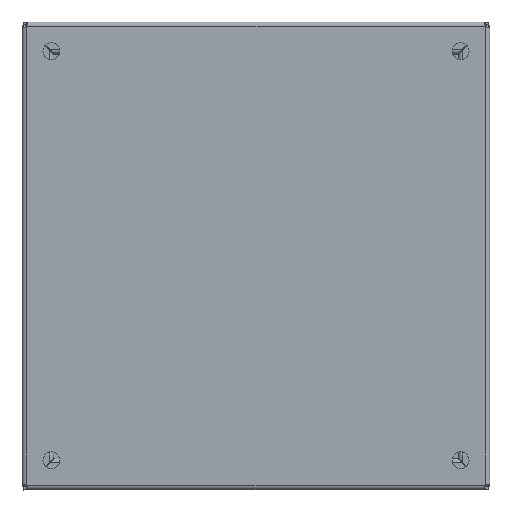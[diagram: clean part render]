
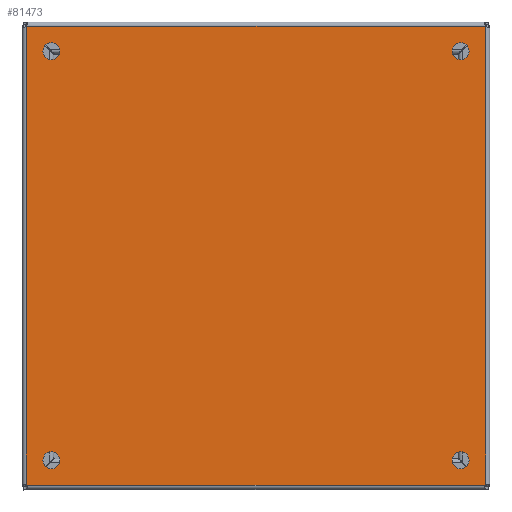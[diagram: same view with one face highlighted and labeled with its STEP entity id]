
A CAD part, top view. The second image highlights one B-rep face of the part: STEP entity #81473.
In plain terms, the highlighted planar face has unit normal (0, 0, 1).
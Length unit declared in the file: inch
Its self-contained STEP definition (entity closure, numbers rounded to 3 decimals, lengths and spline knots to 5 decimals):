
#866 = ORIENTED_EDGE ( 'NONE', *, *, #74569, .T. ) ;
#1007 = CARTESIAN_POINT ( 'NONE',  ( -0.01975, -0.00777, 6.9175 ) ) ;
#1052 = LINE ( 'NONE', #71407, #65423 ) ;
#1099 = DIRECTION ( 'NONE',  ( -1., 0., 0. ) ) ;
#1548 = ORIENTED_EDGE ( 'NONE', *, *, #44239, .T. ) ;
#1782 = EDGE_LOOP ( 'NONE', ( #51596, #76834, #866, #56325, #78705, #44584, #10684, #14383 ) ) ;
#2647 = EDGE_CURVE ( 'NONE', #27465, #48710, #37777, .T. ) ;
#3688 = CARTESIAN_POINT ( 'NONE',  ( -0.01975, 11.75777, 6.9175 ) ) ;
#3976 = VECTOR ( 'NONE', #56929, 39.37008 ) ;
#5107 = CARTESIAN_POINT ( 'NONE',  ( 11.75777, -0.01975, 6.9175 ) ) ;
#6288 = EDGE_CURVE ( 'NONE', #9160, #33514, #21149, .T. ) ;
#7268 = DIRECTION ( 'NONE',  ( 0., 0., -1. ) ) ;
#8405 = VERTEX_POINT ( 'NONE', #75431 ) ;
#9160 = VERTEX_POINT ( 'NONE', #5107 ) ;
#9214 = CIRCLE ( 'NONE', #44463, 0.21875 ) ;
#10684 = ORIENTED_EDGE ( 'NONE', *, *, #30158, .T. ) ;
#11109 = EDGE_CURVE ( 'NONE', #76998, #76998, #9214, .T. ) ;
#14383 = ORIENTED_EDGE ( 'NONE', *, *, #48915, .F. ) ;
#15203 = CARTESIAN_POINT ( 'NONE',  ( 11.125, 0.625, 6.9175 ) ) ;
#15890 = CARTESIAN_POINT ( 'NONE',  ( 11.81289, -0.06289, 6.9175 ) ) ;
#16831 = CARTESIAN_POINT ( 'NONE',  ( 0.40625, 0.625, 6.9175 ) ) ;
#17653 = CARTESIAN_POINT ( 'NONE',  ( 11.75777, 11.76975, 6.9175 ) ) ;
#18032 = AXIS2_PLACEMENT_3D ( 'NONE', #63272, #44200, #62989 ) ;
#19560 = AXIS2_PLACEMENT_3D ( 'NONE', #15890, #71643, #21474 ) ;
#19731 = CARTESIAN_POINT ( 'NONE',  ( 11.81289, 11.81289, 6.9175 ) ) ;
#19960 = LINE ( 'NONE', #31749, #45777 ) ;
#19993 = DIRECTION ( 'NONE',  ( 1., 0., 0. ) ) ;
#20450 = CARTESIAN_POINT ( 'NONE',  ( -0.06289, -0.06289, 6.9175 ) ) ;
#20698 = CIRCLE ( 'NONE', #73247, 0.21875 ) ;
#21149 = CIRCLE ( 'NONE', #19560, 0.07 ) ;
#21474 = DIRECTION ( 'NONE',  ( 1., 0., 0. ) ) ;
#21589 = DIRECTION ( 'NONE',  ( 0., 0., -1. ) ) ;
#21615 = VERTEX_POINT ( 'NONE', #77635 ) ;
#23517 = CARTESIAN_POINT ( 'NONE',  ( 0.625, 0.625, 6.9175 ) ) ;
#23892 = CARTESIAN_POINT ( 'NONE',  ( 11.76975, -0.00777, 6.9175 ) ) ;
#25731 = DIRECTION ( 'NONE',  ( -1., 0., 0. ) ) ;
#27465 = VERTEX_POINT ( 'NONE', #1007 ) ;
#29756 = EDGE_LOOP ( 'NONE', ( #62187 ) ) ;
#30158 = EDGE_CURVE ( 'NONE', #27465, #73029, #38405, .T. ) ;
#31749 = CARTESIAN_POINT ( 'NONE',  ( 11.76975, 5.875, 6.9175 ) ) ;
#32183 = DIRECTION ( 'NONE',  ( 0., 0., -1. ) ) ;
#33514 = VERTEX_POINT ( 'NONE', #23892 ) ;
#33805 = EDGE_CURVE ( 'NONE', #36464, #36464, #75414, .T. ) ;
#36350 = EDGE_LOOP ( 'NONE', ( #66528 ) ) ;
#36464 = VERTEX_POINT ( 'NONE', #16831 ) ;
#37777 = LINE ( 'NONE', #76100, #3976 ) ;
#38405 = CIRCLE ( 'NONE', #75373, 0.07 ) ;
#39610 = DIRECTION ( 'NONE',  ( 1., 0., 0. ) ) ;
#39811 = FACE_OUTER_BOUND ( 'NONE', #1782, .T. ) ;
#41137 = AXIS2_PLACEMENT_3D ( 'NONE', #23517, #48183, #74241 ) ;
#42343 = CIRCLE ( 'NONE', #18032, 0.21875 ) ;
#42372 = VERTEX_POINT ( 'NONE', #43717 ) ;
#42560 = CARTESIAN_POINT ( 'NONE',  ( -0.00777, -0.01975, 6.9175 ) ) ;
#42570 = CARTESIAN_POINT ( 'NONE',  ( 10.90625, 0.625, 6.9175 ) ) ;
#42977 = EDGE_CURVE ( 'NONE', #42372, #33514, #19960, .T. ) ;
#43105 = CIRCLE ( 'NONE', #78325, 0.07 ) ;
#43682 = CARTESIAN_POINT ( 'NONE',  ( 10.90625, 11.125, 6.9175 ) ) ;
#43717 = CARTESIAN_POINT ( 'NONE',  ( 11.76975, 11.75777, 6.9175 ) ) ;
#44200 = DIRECTION ( 'NONE',  ( 0., 0., -1. ) ) ;
#44239 = EDGE_CURVE ( 'NONE', #77966, #77966, #20698, .T. ) ;
#44463 = AXIS2_PLACEMENT_3D ( 'NONE', #15203, #21589, #60031 ) ;
#44584 = ORIENTED_EDGE ( 'NONE', *, *, #2647, .F. ) ;
#44930 = CARTESIAN_POINT ( 'NONE',  ( 5.875, 5.875, 6.9175 ) ) ;
#45777 = VECTOR ( 'NONE', #63291, 39.37008 ) ;
#47029 = DIRECTION ( 'NONE',  ( 1., 0., 0. ) ) ;
#47684 = FACE_BOUND ( 'NONE', #81205, .T. ) ;
#48183 = DIRECTION ( 'NONE',  ( 0., 0., -1. ) ) ;
#48272 = DIRECTION ( 'NONE',  ( 0., 0., -1. ) ) ;
#48710 = VERTEX_POINT ( 'NONE', #3688 ) ;
#48915 = EDGE_CURVE ( 'NONE', #9160, #73029, #71816, .T. ) ;
#50645 = CARTESIAN_POINT ( 'NONE',  ( 11.125, 11.125, 6.9175 ) ) ;
#51533 = PLANE ( 'NONE',  #51838 ) ;
#51596 = ORIENTED_EDGE ( 'NONE', *, *, #6288, .T. ) ;
#51838 = AXIS2_PLACEMENT_3D ( 'NONE', #44930, #32183, #1099 ) ;
#53662 = EDGE_CURVE ( 'NONE', #21615, #48710, #43105, .T. ) ;
#55224 = CARTESIAN_POINT ( 'NONE',  ( 5.875, -0.01975, 6.9175 ) ) ;
#55486 = DIRECTION ( 'NONE',  ( -1., 0., 0. ) ) ;
#55976 = CIRCLE ( 'NONE', #77130, 0.07 ) ;
#56325 = ORIENTED_EDGE ( 'NONE', *, *, #71657, .F. ) ;
#56929 = DIRECTION ( 'NONE',  ( 0., 1., 0. ) ) ;
#58110 = DIRECTION ( 'NONE',  ( 0., 0., -1. ) ) ;
#58493 = FACE_BOUND ( 'NONE', #29756, .T. ) ;
#60031 = DIRECTION ( 'NONE',  ( -1., 0., 0. ) ) ;
#60681 = CARTESIAN_POINT ( 'NONE',  ( -0.06289, 11.81289, 6.9175 ) ) ;
#62187 = ORIENTED_EDGE ( 'NONE', *, *, #11109, .T. ) ;
#62491 = FACE_BOUND ( 'NONE', #77601, .T. ) ;
#62989 = DIRECTION ( 'NONE',  ( -1., 0., 0. ) ) ;
#63272 = CARTESIAN_POINT ( 'NONE',  ( 0.625, 11.125, 6.9175 ) ) ;
#63291 = DIRECTION ( 'NONE',  ( 0., -1., 0. ) ) ;
#65423 = VECTOR ( 'NONE', #47029, 39.37008 ) ;
#66528 = ORIENTED_EDGE ( 'NONE', *, *, #33805, .T. ) ;
#66840 = VECTOR ( 'NONE', #55486, 39.37008 ) ;
#70032 = DIRECTION ( 'NONE',  ( 0., 0., -1. ) ) ;
#70039 = ORIENTED_EDGE ( 'NONE', *, *, #78538, .T. ) ;
#70470 = FACE_BOUND ( 'NONE', #36350, .T. ) ;
#71407 = CARTESIAN_POINT ( 'NONE',  ( 5.875, 11.76975, 6.9175 ) ) ;
#71643 = DIRECTION ( 'NONE',  ( 0., 0., -1. ) ) ;
#71657 = EDGE_CURVE ( 'NONE', #21615, #78182, #1052, .T. ) ;
#71816 = LINE ( 'NONE', #55224, #66840 ) ;
#73029 = VERTEX_POINT ( 'NONE', #42560 ) ;
#73247 = AXIS2_PLACEMENT_3D ( 'NONE', #50645, #70032, #25731 ) ;
#74241 = DIRECTION ( 'NONE',  ( -1., 0., 0. ) ) ;
#74569 = EDGE_CURVE ( 'NONE', #42372, #78182, #55976, .T. ) ;
#75373 = AXIS2_PLACEMENT_3D ( 'NONE', #20450, #58110, #39610 ) ;
#75414 = CIRCLE ( 'NONE', #41137, 0.21875 ) ;
#75431 = CARTESIAN_POINT ( 'NONE',  ( 0.40625, 11.125, 6.9175 ) ) ;
#76100 = CARTESIAN_POINT ( 'NONE',  ( -0.01975, 5.875, 6.9175 ) ) ;
#76834 = ORIENTED_EDGE ( 'NONE', *, *, #42977, .F. ) ;
#76998 = VERTEX_POINT ( 'NONE', #42570 ) ;
#77130 = AXIS2_PLACEMENT_3D ( 'NONE', #19731, #7268, #19993 ) ;
#77601 = EDGE_LOOP ( 'NONE', ( #70039 ) ) ;
#77635 = CARTESIAN_POINT ( 'NONE',  ( -0.00777, 11.76975, 6.9175 ) ) ;
#77966 = VERTEX_POINT ( 'NONE', #43682 ) ;
#78182 = VERTEX_POINT ( 'NONE', #17653 ) ;
#78325 = AXIS2_PLACEMENT_3D ( 'NONE', #60681, #48272, #79849 ) ;
#78538 = EDGE_CURVE ( 'NONE', #8405, #8405, #42343, .T. ) ;
#78705 = ORIENTED_EDGE ( 'NONE', *, *, #53662, .T. ) ;
#79849 = DIRECTION ( 'NONE',  ( 1., 0., 0. ) ) ;
#81205 = EDGE_LOOP ( 'NONE', ( #1548 ) ) ;
#81473 = ADVANCED_FACE ( 'NONE', ( #62491, #47684, #70470, #58493, #39811 ), #51533, .F. ) ;
